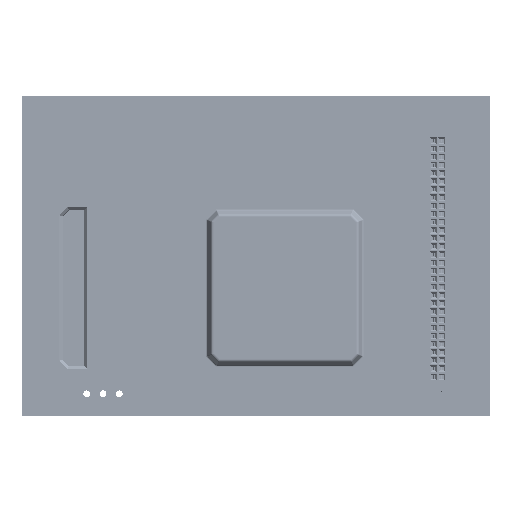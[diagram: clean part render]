
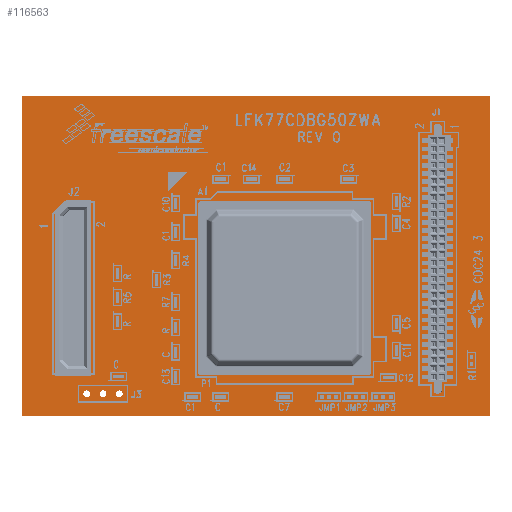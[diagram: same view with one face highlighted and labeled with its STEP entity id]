
A CAD part, top view. The second image highlights one B-rep face of the part: STEP entity #116563.
In plain terms, the highlighted planar face has unit normal (0, 0, 1).
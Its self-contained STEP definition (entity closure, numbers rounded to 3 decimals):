
#8936=CIRCLE('',#127590,0.762);
#8938=CIRCLE('',#127593,0.533);
#8940=CIRCLE('',#127596,0.419);
#8942=CIRCLE('',#127599,0.762);
#8944=CIRCLE('',#127602,0.533);
#8946=CIRCLE('',#127605,0.533);
#8948=CIRCLE('',#127608,0.419);
#11345=FACE_BOUND('',#22949,.T.);
#11346=FACE_BOUND('',#22950,.T.);
#11347=FACE_BOUND('',#22951,.T.);
#11348=FACE_BOUND('',#22952,.T.);
#11349=FACE_BOUND('',#22953,.T.);
#11350=FACE_BOUND('',#22954,.T.);
#11351=FACE_BOUND('',#22955,.T.);
#17463=FACE_OUTER_BOUND('',#22948,.T.);
#22948=EDGE_LOOP('',(#97993,#97994,#97995,#97996));
#22949=EDGE_LOOP('',(#97997));
#22950=EDGE_LOOP('',(#97998));
#22951=EDGE_LOOP('',(#97999));
#22952=EDGE_LOOP('',(#98000));
#22953=EDGE_LOOP('',(#98001));
#22954=EDGE_LOOP('',(#98002));
#22955=EDGE_LOOP('',(#98003));
#37411=LINE('',#190476,#51693);
#37415=LINE('',#190484,#51697);
#37418=LINE('',#190490,#51700);
#37421=LINE('',#190495,#51703);
#51693=VECTOR('',#150207,50.);
#51697=VECTOR('',#150213,73.);
#51700=VECTOR('',#150218,50.);
#51703=VECTOR('',#150223,73.);
#65993=VERTEX_POINT('',#190439);
#65995=VERTEX_POINT('',#190444);
#65997=VERTEX_POINT('',#190449);
#65999=VERTEX_POINT('',#190454);
#66001=VERTEX_POINT('',#190459);
#66003=VERTEX_POINT('',#190464);
#66005=VERTEX_POINT('',#190469);
#66007=VERTEX_POINT('',#190474);
#66008=VERTEX_POINT('',#190475);
#66011=VERTEX_POINT('',#190483);
#66013=VERTEX_POINT('',#190489);
#81324=EDGE_CURVE('',#65993,#65993,#8936,.T.);
#81326=EDGE_CURVE('',#65995,#65995,#8938,.T.);
#81328=EDGE_CURVE('',#65997,#65997,#8940,.T.);
#81330=EDGE_CURVE('',#65999,#65999,#8942,.T.);
#81332=EDGE_CURVE('',#66001,#66001,#8944,.T.);
#81334=EDGE_CURVE('',#66003,#66003,#8946,.T.);
#81336=EDGE_CURVE('',#66005,#66005,#8948,.T.);
#81338=EDGE_CURVE('',#66007,#66008,#37411,.T.);
#81342=EDGE_CURVE('',#66008,#66011,#37415,.T.);
#81345=EDGE_CURVE('',#66011,#66013,#37418,.T.);
#81348=EDGE_CURVE('',#66013,#66007,#37421,.T.);
#97993=ORIENTED_EDGE('',*,*,#81338,.F.);
#97994=ORIENTED_EDGE('',*,*,#81348,.F.);
#97995=ORIENTED_EDGE('',*,*,#81345,.F.);
#97996=ORIENTED_EDGE('',*,*,#81342,.F.);
#97997=ORIENTED_EDGE('',*,*,#81324,.T.);
#97998=ORIENTED_EDGE('',*,*,#81326,.T.);
#97999=ORIENTED_EDGE('',*,*,#81328,.T.);
#98000=ORIENTED_EDGE('',*,*,#81330,.T.);
#98001=ORIENTED_EDGE('',*,*,#81332,.T.);
#98002=ORIENTED_EDGE('',*,*,#81334,.T.);
#98003=ORIENTED_EDGE('',*,*,#81336,.T.);
#113012=PLANE('',#127615);
#116563=ADVANCED_FACE('',(#17463,#11345,#11346,#11347,#11348,#11349,#11350,
#11351),#113012,.T.);
#127590=AXIS2_PLACEMENT_3D('',#190440,#150165,#150166);
#127593=AXIS2_PLACEMENT_3D('',#190445,#150171,#150172);
#127596=AXIS2_PLACEMENT_3D('',#190450,#150177,#150178);
#127599=AXIS2_PLACEMENT_3D('',#190455,#150183,#150184);
#127602=AXIS2_PLACEMENT_3D('',#190460,#150189,#150190);
#127605=AXIS2_PLACEMENT_3D('',#190465,#150195,#150196);
#127608=AXIS2_PLACEMENT_3D('',#190470,#150201,#150202);
#127615=AXIS2_PLACEMENT_3D('',#190498,#150227,#150228);
#150165=DIRECTION('center_axis',(0.,0.,-1.));
#150166=DIRECTION('ref_axis',(1.,0.,0.));
#150171=DIRECTION('center_axis',(0.,0.,-1.));
#150172=DIRECTION('ref_axis',(1.,0.,0.));
#150177=DIRECTION('center_axis',(0.,0.,-1.));
#150178=DIRECTION('ref_axis',(1.,0.,0.));
#150183=DIRECTION('center_axis',(0.,0.,-1.));
#150184=DIRECTION('ref_axis',(1.,0.,0.));
#150189=DIRECTION('center_axis',(0.,0.,-1.));
#150190=DIRECTION('ref_axis',(1.,0.,0.));
#150195=DIRECTION('center_axis',(0.,0.,-1.));
#150196=DIRECTION('ref_axis',(1.,0.,0.));
#150201=DIRECTION('center_axis',(0.,0.,-1.));
#150202=DIRECTION('ref_axis',(1.,0.,0.));
#150207=DIRECTION('',(0.,-1.,0.));
#150213=DIRECTION('',(-1.,0.,0.));
#150218=DIRECTION('',(0.,1.,0.));
#150223=DIRECTION('',(1.,0.,0.));
#150227=DIRECTION('center_axis',(0.,0.,1.));
#150228=DIRECTION('ref_axis',(1.,0.,0.));
#190439=CARTESIAN_POINT('',(133.762,164.75,1.575));
#190440=CARTESIAN_POINT('Origin',(133.,164.75,1.575));
#190444=CARTESIAN_POINT('',(136.673,136.85,1.575));
#190445=CARTESIAN_POINT('Origin',(136.14,136.85,1.575));
#190449=CARTESIAN_POINT('',(131.919,140.45,1.575));
#190450=CARTESIAN_POINT('Origin',(131.5,140.45,1.575));
#190454=CARTESIAN_POINT('',(133.762,141.95,1.575));
#190455=CARTESIAN_POINT('Origin',(133.,141.95,1.575));
#190459=CARTESIAN_POINT('',(134.133,136.85,1.575));
#190460=CARTESIAN_POINT('Origin',(133.6,136.85,1.575));
#190464=CARTESIAN_POINT('',(139.213,136.85,1.575));
#190465=CARTESIAN_POINT('Origin',(138.68,136.85,1.575));
#190469=CARTESIAN_POINT('',(131.919,166.25,1.575));
#190470=CARTESIAN_POINT('Origin',(131.5,166.25,1.575));
#190474=CARTESIAN_POINT('',(196.5,183.35,1.575));
#190475=CARTESIAN_POINT('',(196.5,133.35,1.575));
#190476=CARTESIAN_POINT('',(196.5,133.35,1.575));
#190483=CARTESIAN_POINT('',(123.5,133.35,1.575));
#190484=CARTESIAN_POINT('',(123.5,133.35,1.575));
#190489=CARTESIAN_POINT('',(123.5,183.35,1.575));
#190490=CARTESIAN_POINT('',(123.5,183.35,1.575));
#190495=CARTESIAN_POINT('',(196.5,183.35,1.575));
#190498=CARTESIAN_POINT('Origin',(160.,158.35,1.575));
